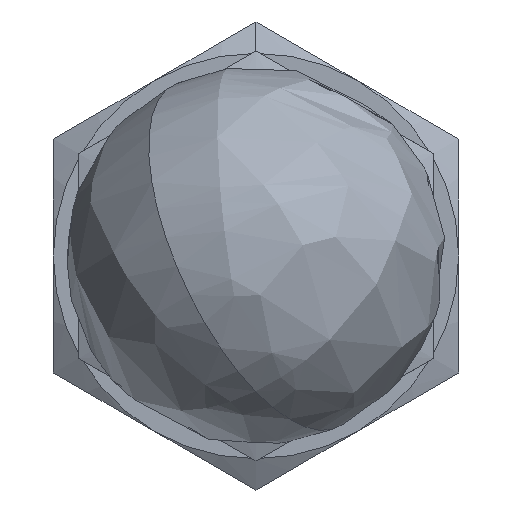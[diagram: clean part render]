
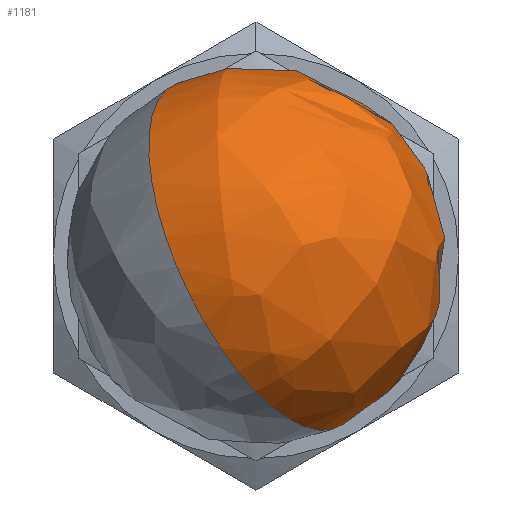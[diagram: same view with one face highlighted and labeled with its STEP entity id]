
A CAD part, front view. The second image highlights one B-rep face of the part: STEP entity #1181.
In plain terms, the highlighted free-form (B-spline) face has degree [3, 3] with [4, 4] control points.
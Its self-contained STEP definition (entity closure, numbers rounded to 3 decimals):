
#111 = ORIENTED_EDGE ( 'NONE', *, *, #2495, .F. ) ;
#113 = CARTESIAN_POINT ( 'NONE',  ( 0., -14.5, 0. ) ) ;
#149 = DIRECTION ( 'NONE',  ( -0.825, 0.404, -0.395 ) ) ;
#232 =( BOUNDED_SURFACE ( )  B_SPLINE_SURFACE ( 3, 3, ( 
 ( #995, #908, #899, #897 ),
 ( #886, #865, #836, #822 ),
 ( #805, #795, #789, #786 ),
 ( #780, #776, #768, #758 ) ),
 .UNSPECIFIED., .F., .F., .F. ) 
 B_SPLINE_SURFACE_WITH_KNOTS ( ( 4, 4 ),
 ( 4, 4 ),
 ( 0., 1. ),
 ( 0., 1. ),
 .UNSPECIFIED. ) 
 GEOMETRIC_REPRESENTATION_ITEM ( )  RATIONAL_B_SPLINE_SURFACE ( (
 ( 1., 0.333, 0.333, 1.),
 ( 0.363, 0.121, 0.121, 0.363),
 ( 0.363, 0.121, 0.121, 0.363),
 ( 1., 0.333, 0.333, 1.) ) ) 
 REPRESENTATION_ITEM ( '' )  SURFACE ( )  );
#569 = DIRECTION ( 'NONE',  ( -1., 0., 0. ) ) ;
#572 = DIRECTION ( 'NONE',  ( 0., 1., 0. ) ) ;
#577 = CARTESIAN_POINT ( 'NONE',  ( 0., -10., 0. ) ) ;
#758 = CARTESIAN_POINT ( 'NONE',  ( -0.016, -19.765, -5.341 ) ) ;
#761 = EDGE_CURVE ( 'NONE', #3215, #1681, #1707, .T. ) ;
#768 = CARTESIAN_POINT ( 'NONE',  ( -0.016, -19.765, -5.341 ) ) ;
#776 = CARTESIAN_POINT ( 'NONE',  ( -0.016, -19.765, -5.341 ) ) ;
#780 = CARTESIAN_POINT ( 'NONE',  ( -0.016, -19.765, -5.341 ) ) ;
#782 = EDGE_CURVE ( 'NONE', #3949, #1681, #1614, .T. ) ;
#786 = CARTESIAN_POINT ( 'NONE',  ( 7.767, -11.679, -13.334 ) ) ;
#789 = CARTESIAN_POINT ( 'NONE',  ( 30.506, -22.801, -2.442 ) ) ;
#795 = CARTESIAN_POINT ( 'NONE',  ( 14.939, -38.972, 13.544 ) ) ;
#805 = CARTESIAN_POINT ( 'NONE',  ( -7.8, -27.85, 2.651 ) ) ;
#822 = CARTESIAN_POINT ( 'NONE',  ( 8.138, -1.662, -3.881 ) ) ;
#824 = AXIS2_PLACEMENT_3D ( 'NONE', #577, #572, #569 ) ;
#836 = CARTESIAN_POINT ( 'NONE',  ( 31.873, -13.271, 7.489 ) ) ;
#865 = CARTESIAN_POINT ( 'NONE',  ( 15.623, -30.15, 24.175 ) ) ;
#886 = CARTESIAN_POINT ( 'NONE',  ( -8.111, -18.541, 12.805 ) ) ;
#897 = CARTESIAN_POINT ( 'NONE',  ( 0.387, -8.87, 4.94 ) ) ;
#899 = CARTESIAN_POINT ( 'NONE',  ( 1.47, -9.4, 5.459 ) ) ;
#908 = CARTESIAN_POINT ( 'NONE',  ( 0.729, -10.17, 6.221 ) ) ;
#995 = CARTESIAN_POINT ( 'NONE',  ( -0.355, -9.641, 5.702 ) ) ;
#1100 = ORIENTED_EDGE ( 'NONE', *, *, #761, .F. ) ;
#1181 = ADVANCED_FACE ( 'NONE', ( #3062 ), #232, .T. ) ;
#1229 = CARTESIAN_POINT ( 'NONE',  ( 6., -10., 0. ) ) ;
#1374 = CARTESIAN_POINT ( 'NONE',  ( -0.016, -19.765, -5.341 ) ) ;
#1544 = ORIENTED_EDGE ( 'NONE', *, *, #2188, .F. ) ;
#1614 = CIRCLE ( 'NONE', #2603, 7.5 ) ;
#1681 = VERTEX_POINT ( 'NONE', #1374 ) ;
#1707 = CIRCLE ( 'NONE', #2407, 7.5 ) ;
#1839 = CIRCLE ( 'NONE', #824, 6. ) ;
#1953 = CARTESIAN_POINT ( 'NONE',  ( -0.656, -10., 5.964 ) ) ;
#2092 = VERTEX_POINT ( 'NONE', #1229 ) ;
#2188 = EDGE_CURVE ( 'NONE', #3949, #2092, #1839, .T. ) ;
#2239 = CARTESIAN_POINT ( 'NONE',  ( 4.236, -10., -4.249 ) ) ;
#2407 = AXIS2_PLACEMENT_3D ( 'NONE', #113, #149, #3934 ) ;
#2471 = DIRECTION ( 'NONE',  ( -1., 0., 0. ) ) ;
#2483 = DIRECTION ( 'NONE',  ( 0., 1., 0. ) ) ;
#2495 = EDGE_CURVE ( 'NONE', #2092, #3215, #3887, .T. ) ;
#2509 = CARTESIAN_POINT ( 'NONE',  ( 0., -10., 0. ) ) ;
#2603 = AXIS2_PLACEMENT_3D ( 'NONE', #3703, #3688, #3677 ) ;
#2978 = AXIS2_PLACEMENT_3D ( 'NONE', #2509, #2483, #2471 ) ;
#3026 = EDGE_LOOP ( 'NONE', ( #1100, #111, #1544, #3268 ) ) ;
#3062 = FACE_OUTER_BOUND ( 'NONE', #3026, .T. ) ;
#3215 = VERTEX_POINT ( 'NONE', #2239 ) ;
#3268 = ORIENTED_EDGE ( 'NONE', *, *, #782, .T. ) ;
#3677 = DIRECTION ( 'NONE',  ( 0.002, 0.702, 0.712 ) ) ;
#3688 = DIRECTION ( 'NONE',  ( 0.825, -0.404, 0.395 ) ) ;
#3703 = CARTESIAN_POINT ( 'NONE',  ( 0., -14.5, 0. ) ) ;
#3887 = CIRCLE ( 'NONE', #2978, 6. ) ;
#3934 = DIRECTION ( 'NONE',  ( 0.002, 0.702, 0.712 ) ) ;
#3949 = VERTEX_POINT ( 'NONE', #1953 ) ;
